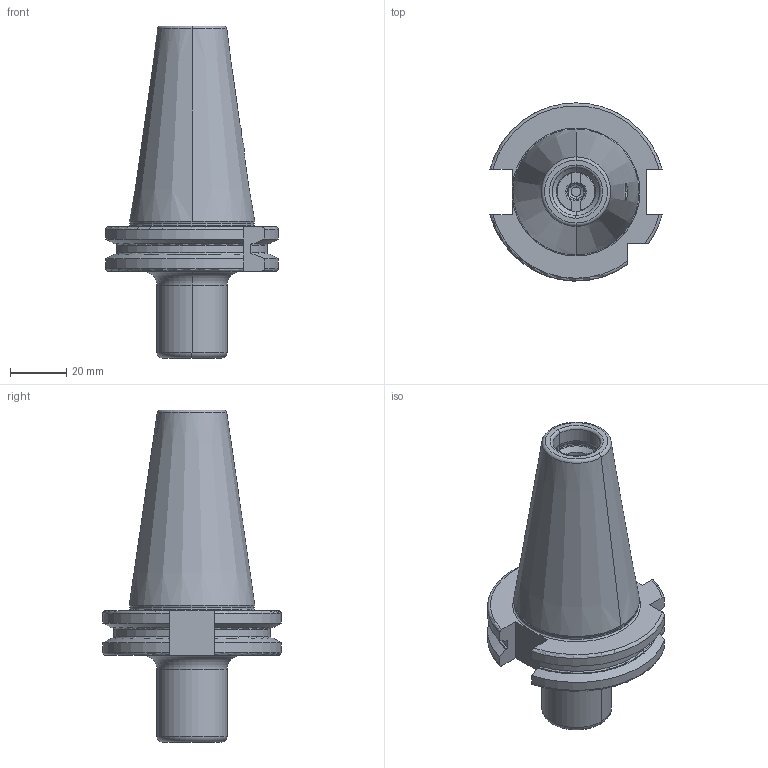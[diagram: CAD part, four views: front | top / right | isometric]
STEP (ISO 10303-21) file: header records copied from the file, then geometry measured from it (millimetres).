
FILE_DESCRIPTION((''),'2;1');
FILE_NAME('402_08_01','2020-09-25T',('104091'),(''),'CREO PARAMETRIC BY PTC INC, 2016260','CREO PARAMETRIC BY PTC INC, 2016260','');
FILE_SCHEMA(('CONFIG_CONTROL_DESIGN'));
Length unit declared in the file: millimetre
Products named in the file (1): 402_08_01
Bounding box: 61.48 x 63.54 x 118.4 mm (x, y, z)
Volume: 116700.3 mm3; surface area: 24416.3 mm2
Topology: 1 solids, 1 shells, 171 faces, 424 edges, 266 vertices
Faces by surface type: plane 53, cone 43, cylinder 41, torus 34
Entity records: 5493 total; most frequent: CARTESIAN_POINT 1387, DIRECTION 874, ORIENTED_EDGE 842, EDGE_CURVE 421, AXIS2_PLACEMENT_3D 359, VERTEX_POINT 264, EDGE_LOOP 187, CIRCLE 185
